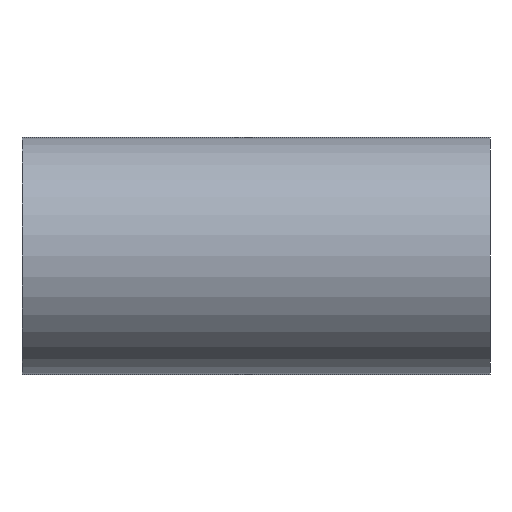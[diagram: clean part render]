
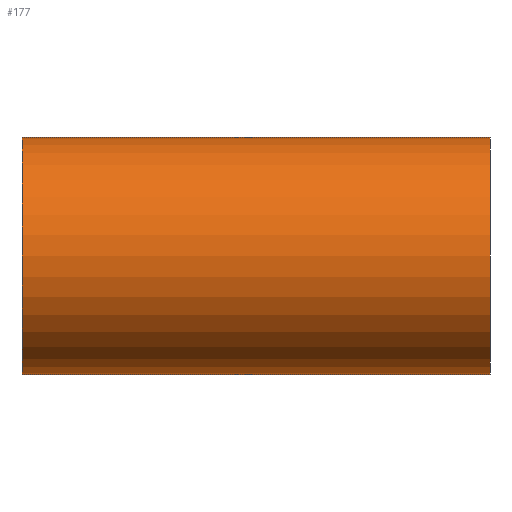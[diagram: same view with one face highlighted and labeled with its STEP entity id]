
A CAD part, left-side view. The second image highlights one B-rep face of the part: STEP entity #177.
In plain terms, the highlighted cylindrical face has radius 19 mm (diameter 38 mm), a partial arc.
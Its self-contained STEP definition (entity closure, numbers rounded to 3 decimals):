
#18 = EDGE_CURVE ( 'NONE', #76, #244, #150, .T. ) ;
#23 = DIRECTION ( 'NONE',  ( 0., -1., 0. ) ) ;
#24 = CARTESIAN_POINT ( 'NONE',  ( 0., 75., 0. ) ) ;
#25 = DIRECTION ( 'NONE',  ( 0., 0., 1. ) ) ;
#28 = CARTESIAN_POINT ( 'NONE',  ( 0., 75., 0. ) ) ;
#31 = CIRCLE ( 'NONE', #219, 19. ) ;
#41 = CIRCLE ( 'NONE', #237, 19. ) ;
#42 = VERTEX_POINT ( 'NONE', #56 ) ;
#47 = AXIS2_PLACEMENT_3D ( 'NONE', #28, #23, #165 ) ;
#56 = CARTESIAN_POINT ( 'NONE',  ( 0., 75., 19. ) ) ;
#57 = VERTEX_POINT ( 'NONE', #199 ) ;
#58 = ORIENTED_EDGE ( 'NONE', *, *, #158, .T. ) ;
#59 = CARTESIAN_POINT ( 'NONE',  ( 0., 75., -19. ) ) ;
#76 = VERTEX_POINT ( 'NONE', #249 ) ;
#79 = ORIENTED_EDGE ( 'NONE', *, *, #119, .F. ) ;
#84 = FACE_OUTER_BOUND ( 'NONE', #151, .T. ) ;
#85 = DIRECTION ( 'NONE',  ( 0., 1., 0. ) ) ;
#103 = LINE ( 'NONE', #176, #111 ) ;
#111 = VECTOR ( 'NONE', #238, 1000. ) ;
#117 = VECTOR ( 'NONE', #136, 1000. ) ;
#119 = EDGE_CURVE ( 'NONE', #76, #42, #31, .T. ) ;
#136 = DIRECTION ( 'NONE',  ( 0., -1., 0. ) ) ;
#141 = CYLINDRICAL_SURFACE ( 'NONE', #47, 19. ) ;
#150 = LINE ( 'NONE', #59, #117 ) ;
#151 = EDGE_LOOP ( 'NONE', ( #211, #79, #242, #58 ) ) ;
#158 = EDGE_CURVE ( 'NONE', #244, #57, #41, .T. ) ;
#165 = DIRECTION ( 'NONE',  ( 0., 0., -1. ) ) ;
#176 = CARTESIAN_POINT ( 'NONE',  ( 0., 75., 19. ) ) ;
#177 = ADVANCED_FACE ( 'NONE', ( #84 ), #141, .T. ) ;
#178 = DIRECTION ( 'NONE',  ( 0., 1., 0. ) ) ;
#187 = EDGE_CURVE ( 'NONE', #42, #57, #103, .T. ) ;
#196 = CARTESIAN_POINT ( 'NONE',  ( 0., 0., 0. ) ) ;
#199 = CARTESIAN_POINT ( 'NONE',  ( 0., 0., 19. ) ) ;
#211 = ORIENTED_EDGE ( 'NONE', *, *, #187, .F. ) ;
#219 = AXIS2_PLACEMENT_3D ( 'NONE', #24, #178, #25 ) ;
#235 = DIRECTION ( 'NONE',  ( 0., 0., 1. ) ) ;
#236 = CARTESIAN_POINT ( 'NONE',  ( 0., 0., -19. ) ) ;
#237 = AXIS2_PLACEMENT_3D ( 'NONE', #196, #85, #235 ) ;
#238 = DIRECTION ( 'NONE',  ( 0., -1., 0. ) ) ;
#242 = ORIENTED_EDGE ( 'NONE', *, *, #18, .T. ) ;
#244 = VERTEX_POINT ( 'NONE', #236 ) ;
#249 = CARTESIAN_POINT ( 'NONE',  ( 0., 75., -19. ) ) ;
